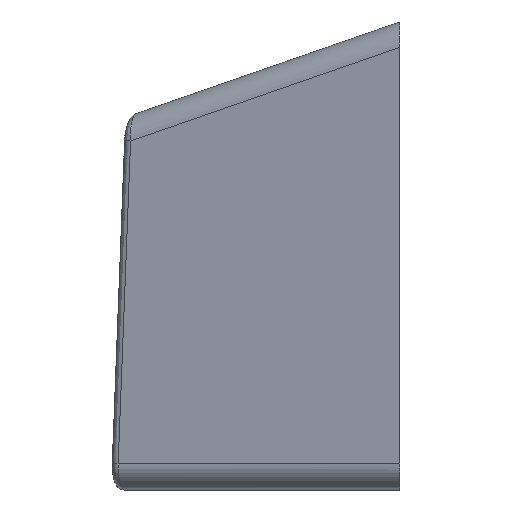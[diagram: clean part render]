
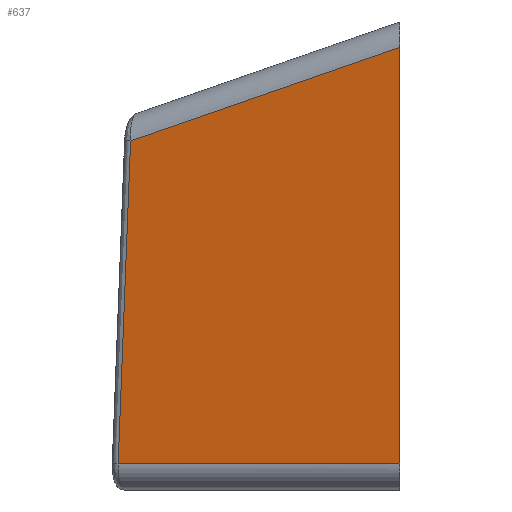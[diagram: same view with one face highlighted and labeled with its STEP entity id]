
A CAD part, left-side view. The second image highlights one B-rep face of the part: STEP entity #637.
In plain terms, the highlighted planar face has unit normal (-0.972, 0.237, 0).
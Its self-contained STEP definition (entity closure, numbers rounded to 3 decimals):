
#75=FACE_OUTER_BOUND('',#116,.T.);
#116=EDGE_LOOP('',(#543,#544,#545,#546));
#167=LINE('',#1499,#214);
#168=LINE('',#1575,#215);
#169=LINE('',#1608,#216);
#214=VECTOR('',#800,10.);
#215=VECTOR('',#807,10.);
#216=VECTOR('',#812,10.);
#242=B_SPLINE_CURVE_WITH_KNOTS('',3,(#1597,#1598,#1599,#1600),
 .UNSPECIFIED.,.F.,.F.,(4,4),(-1.731,-0.488),
 .UNSPECIFIED.);
#299=VERTEX_POINT('',#1496);
#300=VERTEX_POINT('',#1498);
#301=VERTEX_POINT('',#1526);
#303=VERTEX_POINT('',#1596);
#379=EDGE_CURVE('',#299,#300,#167,.T.);
#384=EDGE_CURVE('',#300,#301,#168,.T.);
#385=EDGE_CURVE('',#301,#303,#242,.T.);
#388=EDGE_CURVE('',#303,#299,#169,.T.);
#543=ORIENTED_EDGE('',*,*,#384,.F.);
#544=ORIENTED_EDGE('',*,*,#379,.F.);
#545=ORIENTED_EDGE('',*,*,#388,.F.);
#546=ORIENTED_EDGE('',*,*,#385,.F.);
#606=PLANE('',#693);
#637=ADVANCED_FACE('',(#75),#606,.T.);
#693=AXIS2_PLACEMENT_3D('',#1607,#810,#811);
#800=DIRECTION('',(0.,0.,-1.));
#807=DIRECTION('',(0.237,0.972,0.));
#810=DIRECTION('center_axis',(-0.972,0.237,0.));
#811=DIRECTION('ref_axis',(0.,0.,1.));
#812=DIRECTION('',(-0.224,-0.92,0.32));
#1496=CARTESIAN_POINT('',(-9.,0.,8.024));
#1498=CARTESIAN_POINT('',(-9.,0.,-8.));
#1499=CARTESIAN_POINT('',(-9.,0.,9.));
#1526=CARTESIAN_POINT('',(-6.363,10.832,-8.));
#1575=CARTESIAN_POINT('',(-6.2,11.5,-8.));
#1596=CARTESIAN_POINT('',(-6.479,10.356,4.422));
#1597=CARTESIAN_POINT('Ctrl Pts',(-6.363,10.832,-8.));
#1598=CARTESIAN_POINT('Ctrl Pts',(-6.402,10.672,-3.86));
#1599=CARTESIAN_POINT('Ctrl Pts',(-6.44,10.513,0.281));
#1600=CARTESIAN_POINT('Ctrl Pts',(-6.479,10.356,4.422));
#1607=CARTESIAN_POINT('Origin',(-6.2,11.5,5.));
#1608=CARTESIAN_POINT('',(-5.959,12.491,3.679));
